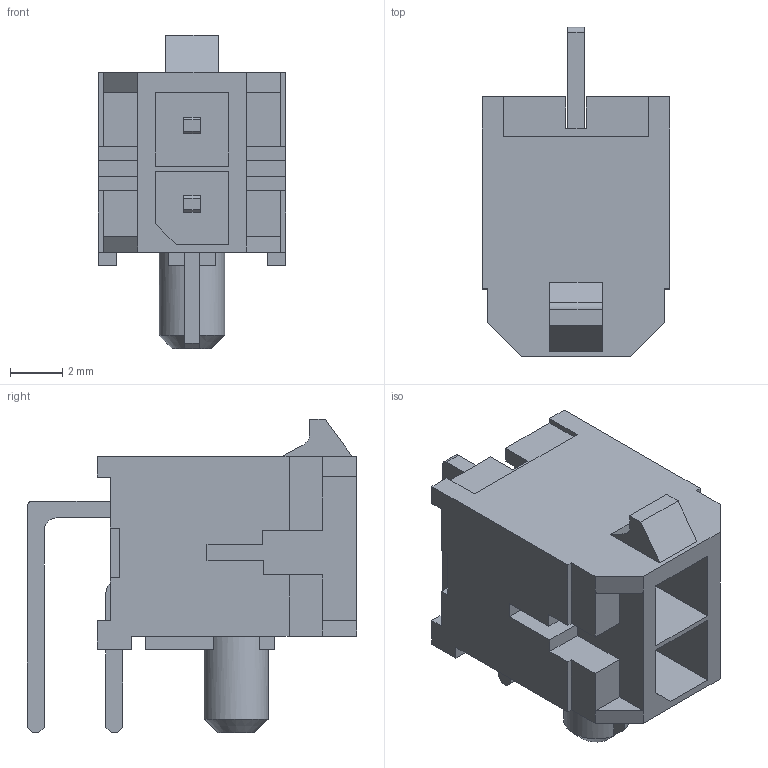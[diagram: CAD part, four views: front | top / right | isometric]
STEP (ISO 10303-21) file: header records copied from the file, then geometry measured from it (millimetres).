
FILE_DESCRIPTION (( 'STEP AP214' ), '1' );
FILE_NAME ('CONN-TH_43045-0200.step', '2022-08-03T17:11:10', ( '' ), ( '' ), 'SwSTEP 2.0', 'SolidWorks 2020', '' );
FILE_SCHEMA (( 'AUTOMOTIVE_DESIGN' ));
Length unit declared in the file: millimetre
Products named in the file (1): CONN-TH_43045-0200
Bounding box: 7.15 x 12.57 x 11.95 mm (x, y, z)
Volume: 352.7 mm3; surface area: 651.3 mm2
Topology: 14 solids, 14 shells, 438 faces, 1173 edges, 779 vertices
Faces by surface type: plane 313, bspline 114, cylinder 8, cone 3
Entity records: 16377 total; most frequent: CARTESIAN_POINT 4765, ORIENTED_EDGE 2346, DIRECTION 1610, EDGE_CURVE 1173, LINE 914, VECTOR 914, VERTEX_POINT 779, EDGE_LOOP 466
